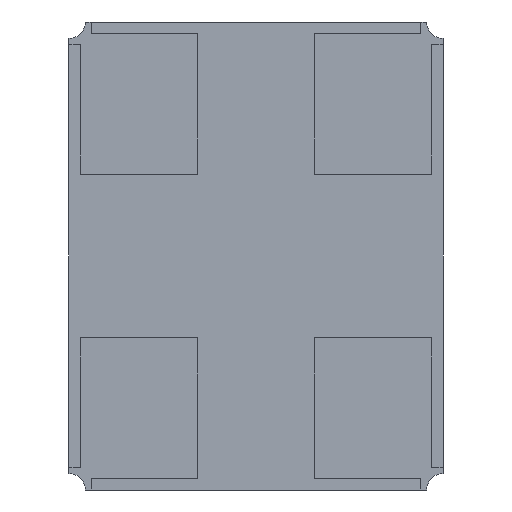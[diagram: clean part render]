
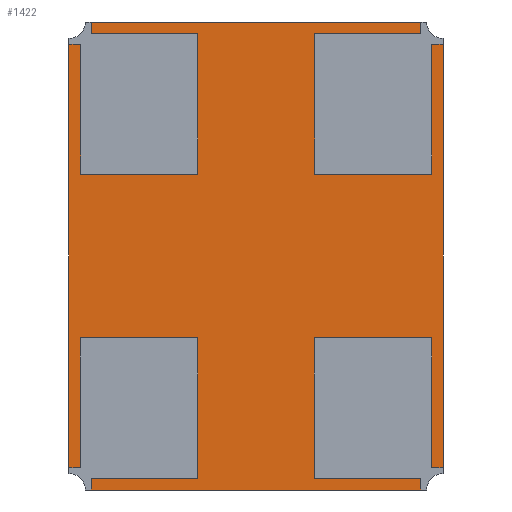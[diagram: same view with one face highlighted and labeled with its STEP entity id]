
A CAD part, front view. The second image highlights one B-rep face of the part: STEP entity #1422.
In plain terms, the highlighted planar face has unit normal (0, -1, 0).
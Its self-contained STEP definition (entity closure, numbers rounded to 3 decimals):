
#125=PLANE('',#1634);
#210=FACE_OUTER_BOUND('',#292,.T.);
#292=EDGE_LOOP('',(#1263,#1264,#1265,#1266,#1267,#1268,#1269,#1270));
#410=LINE('',#2489,#554);
#415=LINE('',#2502,#559);
#419=LINE('',#2514,#563);
#423=LINE('',#2526,#567);
#554=VECTOR('',#1960,10.);
#559=VECTOR('',#1973,10.);
#563=VECTOR('',#1985,10.);
#567=VECTOR('',#1997,10.);
#624=CIRCLE('',#1621,0.071);
#626=CIRCLE('',#1625,0.071);
#628=CIRCLE('',#1629,0.071);
#630=CIRCLE('',#1633,0.071);
#725=VERTEX_POINT('',#2486);
#726=VERTEX_POINT('',#2488);
#728=VERTEX_POINT('',#2494);
#730=VERTEX_POINT('',#2500);
#732=VERTEX_POINT('',#2506);
#734=VERTEX_POINT('',#2512);
#736=VERTEX_POINT('',#2518);
#738=VERTEX_POINT('',#2524);
#900=EDGE_CURVE('',#726,#725,#410,.T.);
#904=EDGE_CURVE('',#725,#728,#624,.T.);
#907=EDGE_CURVE('',#728,#730,#415,.T.);
#910=EDGE_CURVE('',#730,#732,#626,.T.);
#913=EDGE_CURVE('',#732,#734,#419,.T.);
#916=EDGE_CURVE('',#734,#736,#628,.T.);
#919=EDGE_CURVE('',#736,#738,#423,.T.);
#921=EDGE_CURVE('',#738,#726,#630,.T.);
#1263=ORIENTED_EDGE('',*,*,#910,.T.);
#1264=ORIENTED_EDGE('',*,*,#913,.T.);
#1265=ORIENTED_EDGE('',*,*,#916,.T.);
#1266=ORIENTED_EDGE('',*,*,#919,.T.);
#1267=ORIENTED_EDGE('',*,*,#921,.T.);
#1268=ORIENTED_EDGE('',*,*,#900,.T.);
#1269=ORIENTED_EDGE('',*,*,#904,.T.);
#1270=ORIENTED_EDGE('',*,*,#907,.T.);
#1422=ADVANCED_FACE('',(#210),#125,.F.);
#1621=AXIS2_PLACEMENT_3D('',#2496,#1967,#1968);
#1625=AXIS2_PLACEMENT_3D('',#2508,#1979,#1980);
#1629=AXIS2_PLACEMENT_3D('',#2520,#1991,#1992);
#1633=AXIS2_PLACEMENT_3D('',#2529,#2002,#2003);
#1634=AXIS2_PLACEMENT_3D('',#2530,#2004,#2005);
#1960=DIRECTION('',(-1.,0.,0.));
#1967=DIRECTION('center_axis',(0.,1.,0.));
#1968=DIRECTION('ref_axis',(1.,0.,0.));
#1973=DIRECTION('',(0.,0.,-1.));
#1979=DIRECTION('center_axis',(0.,1.,0.));
#1980=DIRECTION('ref_axis',(0.,0.,1.));
#1985=DIRECTION('',(1.,0.,0.));
#1991=DIRECTION('center_axis',(0.,1.,0.));
#1992=DIRECTION('ref_axis',(-1.,0.,0.));
#1997=DIRECTION('',(0.,0.,1.));
#2002=DIRECTION('center_axis',(0.,1.,0.));
#2003=DIRECTION('ref_axis',(0.,0.,-1.));
#2004=DIRECTION('center_axis',(0.,1.,0.));
#2005=DIRECTION('ref_axis',(0.,0.,-1.));
#2486=CARTESIAN_POINT('',(-0.729,0.01,1.));
#2488=CARTESIAN_POINT('',(0.729,0.01,1.));
#2489=CARTESIAN_POINT('',(-0.365,0.01,1.));
#2494=CARTESIAN_POINT('',(-0.8,0.01,0.929));
#2496=CARTESIAN_POINT('Origin',(-0.8,0.01,1.));
#2500=CARTESIAN_POINT('',(-0.8,0.01,-0.929));
#2502=CARTESIAN_POINT('',(-0.8,0.01,-0.465));
#2506=CARTESIAN_POINT('',(-0.729,0.01,-1.));
#2508=CARTESIAN_POINT('Origin',(-0.8,0.01,-1.));
#2512=CARTESIAN_POINT('',(0.729,0.01,-1.));
#2514=CARTESIAN_POINT('',(0.365,0.01,-1.));
#2518=CARTESIAN_POINT('',(0.8,0.01,-0.929));
#2520=CARTESIAN_POINT('Origin',(0.8,0.01,-1.));
#2524=CARTESIAN_POINT('',(0.8,0.01,0.929));
#2526=CARTESIAN_POINT('',(0.8,0.01,0.465));
#2529=CARTESIAN_POINT('Origin',(0.8,0.01,1.));
#2530=CARTESIAN_POINT('Origin',(0.,0.01,0.));
